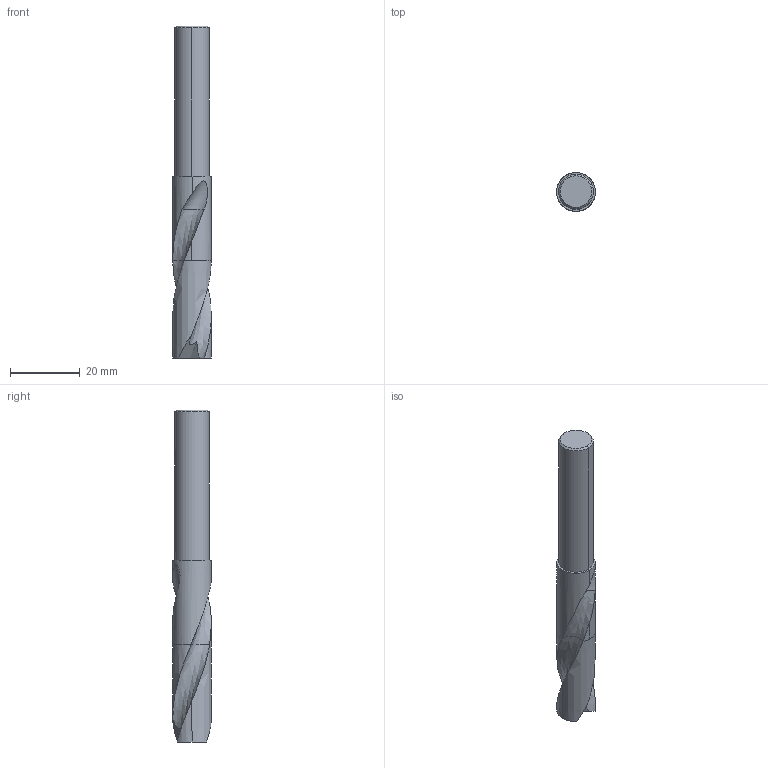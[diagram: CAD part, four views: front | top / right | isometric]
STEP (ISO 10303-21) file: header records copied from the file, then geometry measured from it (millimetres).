
FILE_DESCRIPTION(('no description'),'unknown implementation level');
FILE_NAME('solidQp8h_wSzb0JuKakgciFqHWXu_xo_1.STP',' ',('CIM GmbH Aachen'),('CADClick - KiM GmbH - www.kimweb.de'),'unknown preprocess','ACIS','unknown authorization');
FILE_SCHEMA(('automotive_design'));
Length unit declared in the file: millimetre
Products named in the file (2): 1; 2
Bounding box: 11.1 x 11.1 x 95 mm (x, y, z)
Volume: 7228.6 mm3; surface area: 3573.7 mm2
Topology: 2 solids, 2 shells, 48 faces, 125 edges, 82 vertices
Faces by surface type: plane 18, cylinder 14, cone 10, bspline 4, revolution 2
Entity records: 5770 total; most frequent: CARTESIAN_POINT 3196, STYLED_ITEM 257, PRESENTATION_STYLE_ASSIGNMENT 257, COLOUR_RGB 257, ORIENTED_EDGE 250, DIRECTION 205, EDGE_CURVE 125, CURVE_STYLE 125
